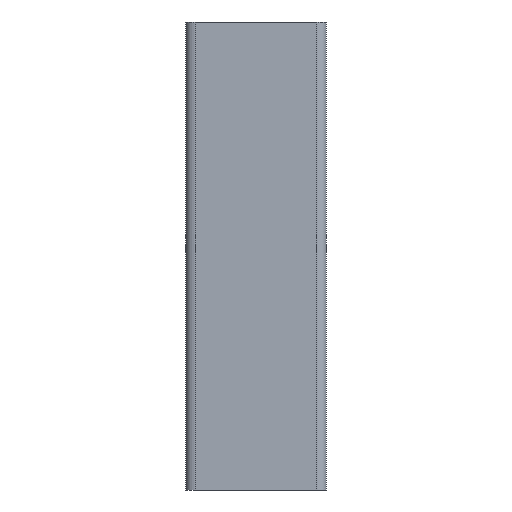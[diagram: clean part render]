
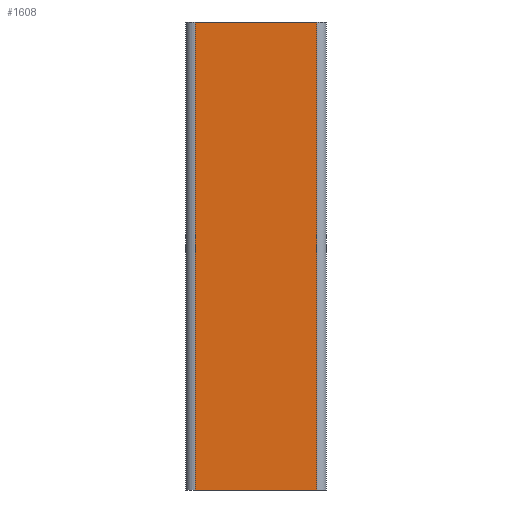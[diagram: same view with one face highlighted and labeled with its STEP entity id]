
A CAD part, front view. The second image highlights one B-rep face of the part: STEP entity #1608.
In plain terms, the highlighted planar face has unit normal (0, -1, 0).
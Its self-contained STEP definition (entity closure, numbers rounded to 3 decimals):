
#68=PLANE('',#1744);
#146=FACE_OUTER_BOUND('',#228,.T.);
#228=EDGE_LOOP('',(#1411,#1412,#1413,#1414));
#401=LINE('',#2641,#579);
#407=LINE('',#2657,#585);
#408=LINE('',#2661,#586);
#409=LINE('',#2662,#587);
#579=VECTOR('',#2163,26.);
#585=VECTOR('',#2181,100.);
#586=VECTOR('',#2186,100.);
#587=VECTOR('',#2187,26.);
#794=VERTEX_POINT('',#2638);
#795=VERTEX_POINT('',#2640);
#799=VERTEX_POINT('',#2656);
#800=VERTEX_POINT('',#2660);
#1020=EDGE_CURVE('',#795,#794,#401,.T.);
#1028=EDGE_CURVE('',#799,#795,#407,.T.);
#1030=EDGE_CURVE('',#800,#794,#408,.T.);
#1031=EDGE_CURVE('',#799,#800,#409,.T.);
#1411=ORIENTED_EDGE('',*,*,#1020,.T.);
#1412=ORIENTED_EDGE('',*,*,#1030,.F.);
#1413=ORIENTED_EDGE('',*,*,#1031,.F.);
#1414=ORIENTED_EDGE('',*,*,#1028,.T.);
#1608=ADVANCED_FACE('',(#146),#68,.T.);
#1744=AXIS2_PLACEMENT_3D('',#2659,#2184,#2185);
#2163=DIRECTION('',(-1.,0.,0.));
#2181=DIRECTION('',(0.,0.,1.));
#2184=DIRECTION('center_axis',(0.,-1.,0.));
#2185=DIRECTION('ref_axis',(1.,0.,0.));
#2186=DIRECTION('',(0.,0.,1.));
#2187=DIRECTION('',(-1.,0.,0.));
#2638=CARTESIAN_POINT('',(-13.,-15.,100.));
#2640=CARTESIAN_POINT('',(13.,-15.,100.));
#2641=CARTESIAN_POINT('',(-6.5,-15.,100.));
#2656=CARTESIAN_POINT('',(13.,-15.,0.));
#2657=CARTESIAN_POINT('',(13.,-15.,0.));
#2659=CARTESIAN_POINT('Origin',(-13.,-15.,0.));
#2660=CARTESIAN_POINT('',(-13.,-15.,0.));
#2661=CARTESIAN_POINT('',(-13.,-15.,0.));
#2662=CARTESIAN_POINT('',(-6.5,-15.,0.));
